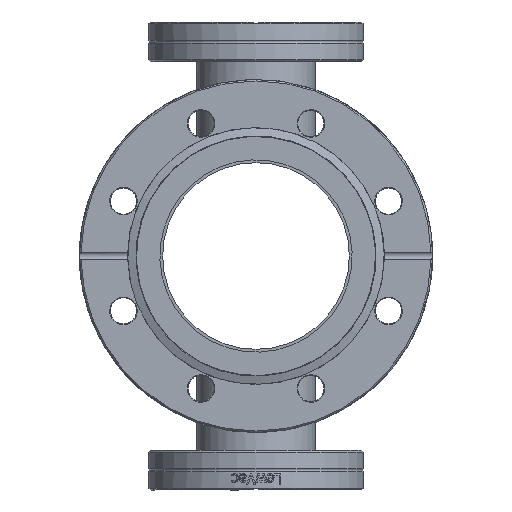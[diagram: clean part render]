
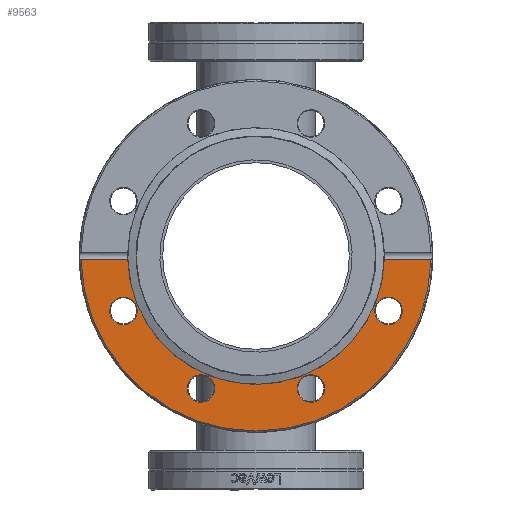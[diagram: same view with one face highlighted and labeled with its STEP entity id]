
A CAD part, front view. The second image highlights one B-rep face of the part: STEP entity #9563.
In plain terms, the highlighted face is planar.
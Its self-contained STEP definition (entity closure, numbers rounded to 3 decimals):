
#933=FACE_BOUND('',#1875,.T.);
#934=FACE_BOUND('',#1876,.T.);
#935=FACE_BOUND('',#1877,.T.);
#936=FACE_BOUND('',#1878,.T.);
#1054=PLANE('',#10328);
#1311=FACE_OUTER_BOUND('',#1874,.T.);
#1874=EDGE_LOOP('',(#7035,#7036,#7037,#7038));
#1875=EDGE_LOOP('',(#7039));
#1876=EDGE_LOOP('',(#7040));
#1877=EDGE_LOOP('',(#7041));
#1878=EDGE_LOOP('',(#7042));
#2404=LINE('',#15135,#2958);
#2490=LINE('',#26721,#3044);
#2958=VECTOR('',#11136,10.);
#3044=VECTOR('',#11306,10.);
#3538=CIRCLE('',#10239,56.25);
#3547=CIRCLE('',#10289,41.25);
#3571=CIRCLE('',#10329,4.45);
#3572=CIRCLE('',#10330,4.45);
#3573=CIRCLE('',#10331,4.45);
#3574=CIRCLE('',#10332,4.45);
#4001=VERTEX_POINT('',#15119);
#4002=VERTEX_POINT('',#15134);
#4003=VERTEX_POINT('',#15145);
#4097=VERTEX_POINT('',#26720);
#4127=VERTEX_POINT('',#26831);
#4128=VERTEX_POINT('',#26833);
#4129=VERTEX_POINT('',#26835);
#4130=VERTEX_POINT('',#26837);
#5006=EDGE_CURVE('',#4002,#4001,#2404,.T.);
#5008=EDGE_CURVE('',#4002,#4003,#3538,.T.);
#5186=EDGE_CURVE('',#4097,#4003,#2490,.T.);
#5195=EDGE_CURVE('',#4097,#4001,#3547,.T.);
#5235=EDGE_CURVE('',#4127,#4127,#3571,.T.);
#5236=EDGE_CURVE('',#4128,#4128,#3572,.T.);
#5237=EDGE_CURVE('',#4129,#4129,#3573,.T.);
#5238=EDGE_CURVE('',#4130,#4130,#3574,.T.);
#7035=ORIENTED_EDGE('',*,*,#5008,.F.);
#7036=ORIENTED_EDGE('',*,*,#5006,.T.);
#7037=ORIENTED_EDGE('',*,*,#5195,.F.);
#7038=ORIENTED_EDGE('',*,*,#5186,.T.);
#7039=ORIENTED_EDGE('',*,*,#5235,.F.);
#7040=ORIENTED_EDGE('',*,*,#5236,.F.);
#7041=ORIENTED_EDGE('',*,*,#5237,.F.);
#7042=ORIENTED_EDGE('',*,*,#5238,.F.);
#9563=ADVANCED_FACE('',(#1311,#933,#934,#935,#936),#1054,.T.);
#10239=AXIS2_PLACEMENT_3D('',#15146,#11139,#11140);
#10289=AXIS2_PLACEMENT_3D('',#26752,#11326,#11327);
#10328=AXIS2_PLACEMENT_3D('',#26830,#11420,#11421);
#10329=AXIS2_PLACEMENT_3D('',#26832,#11422,#11423);
#10330=AXIS2_PLACEMENT_3D('',#26834,#11424,#11425);
#10331=AXIS2_PLACEMENT_3D('',#26836,#11426,#11427);
#10332=AXIS2_PLACEMENT_3D('',#26838,#11428,#11429);
#11136=DIRECTION('',(-0.924,0.,-0.383));
#11139=DIRECTION('center_axis',(0.,-1.,0.));
#11140=DIRECTION('ref_axis',(-1.,0.,0.));
#11306=DIRECTION('',(-0.924,0.,-0.383));
#11326=DIRECTION('center_axis',(0.,1.,0.));
#11327=DIRECTION('ref_axis',(1.,0.,0.));
#11420=DIRECTION('center_axis',(0.,1.,0.));
#11421=DIRECTION('ref_axis',(0.,0.,1.));
#11422=DIRECTION('center_axis',(0.,1.,0.));
#11423=DIRECTION('ref_axis',(1.,0.,0.));
#11424=DIRECTION('center_axis',(0.,1.,0.));
#11425=DIRECTION('ref_axis',(0.,0.,1.));
#11426=DIRECTION('center_axis',(0.,1.,0.));
#11427=DIRECTION('ref_axis',(0.707,0.,0.707));
#11428=DIRECTION('center_axis',(0.,1.,0.));
#11429=DIRECTION('ref_axis',(0.707,0.,-0.707));
#15119=CARTESIAN_POINT('',(37.635,17.3,16.888));
#15134=CARTESIAN_POINT('',(51.497,17.3,22.63));
#15135=CARTESIAN_POINT('',(51.971,17.3,22.826));
#15145=CARTESIAN_POINT('',(-52.416,17.3,-20.412));
#15146=CARTESIAN_POINT('Origin',(0.,17.3,0.));
#26720=CARTESIAN_POINT('',(-38.553,17.3,-14.67));
#26721=CARTESIAN_POINT('',(51.971,17.3,22.826));
#26752=CARTESIAN_POINT('Origin',(0.,17.3,0.));
#26830=CARTESIAN_POINT('Origin',(-41.25,17.3,0.));
#26831=CARTESIAN_POINT('',(-4.45,17.3,46.1));
#26832=CARTESIAN_POINT('Origin',(0.,17.3,46.1));
#26833=CARTESIAN_POINT('',(-46.1,17.3,-4.45));
#26834=CARTESIAN_POINT('Origin',(-46.1,17.3,0.));
#26835=CARTESIAN_POINT('',(-35.744,17.3,29.451));
#26836=CARTESIAN_POINT('Origin',(-32.598,17.3,32.598));
#26837=CARTESIAN_POINT('',(29.451,17.3,35.744));
#26838=CARTESIAN_POINT('Origin',(32.598,17.3,32.598));
